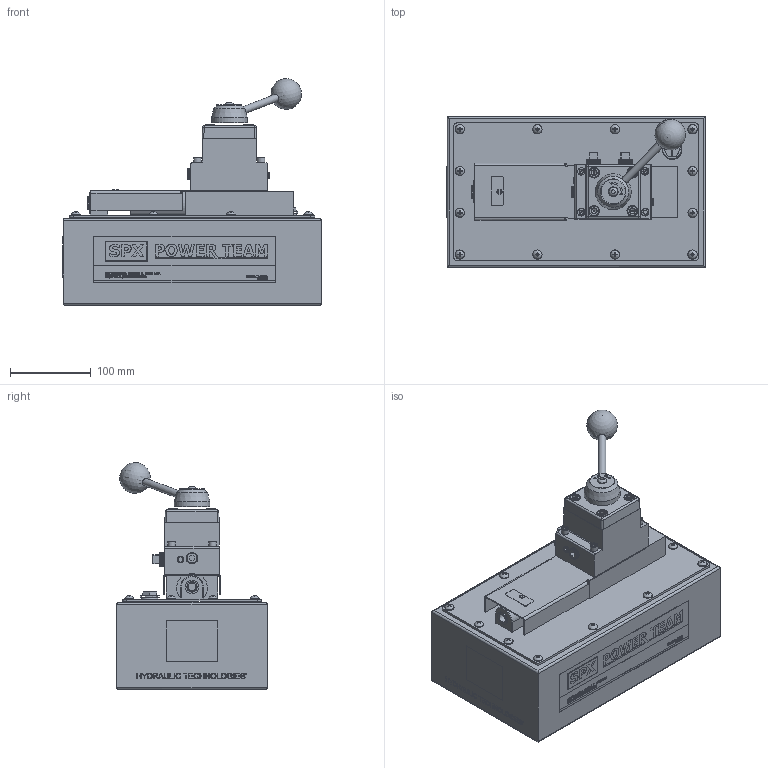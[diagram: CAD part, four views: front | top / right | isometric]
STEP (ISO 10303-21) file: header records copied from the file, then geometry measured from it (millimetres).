
FILE_DESCRIPTION (( 'STEP AP203' ), '1' );
FILE_NAME ('DER21105280 - PA6DM-1.STEP', '2024-09-30T10:19:48', ( '' ), ( '' ), 'SwSTEP 2.0', 'SolidWorks 2022', '' );
FILE_SCHEMA (( 'CONFIG_CONTROL_DESIGN' ));
Products named in the file (1): DER21105280 - PA6DM-1
Bounding box: 321.69 x 187.93 x 281.54 mm (x, y, z)
Surface area: 383501.5 mm2 (no closed solid volume)
Topology: 0 solids, 702 shells, 1821 faces, 20076 edges, 18792 vertices
Faces by surface type: plane 1389, cone 165, bspline 138, cylinder 105, torus 19, sphere 5
Full cylindrical faces by diameter (mm): 1.475 x1, 8.937 x1, 9.398 x4, 10.795 x1, 11.379 x12, 11.906 x5, 13.495 x4, 16.764 x1, 31.75 x1, 44.45 x1
Entity records: 282852 total; most frequent: CARTESIAN_POINT 162313, ORIENTED_EDGE 21800, EDGE_CURVE 19939, VERTEX_POINT 18772, DIRECTION 15765, VECTOR 11055, LINE 11055, B_SPLINE_CURVE_WITH_KNOTS 8201
